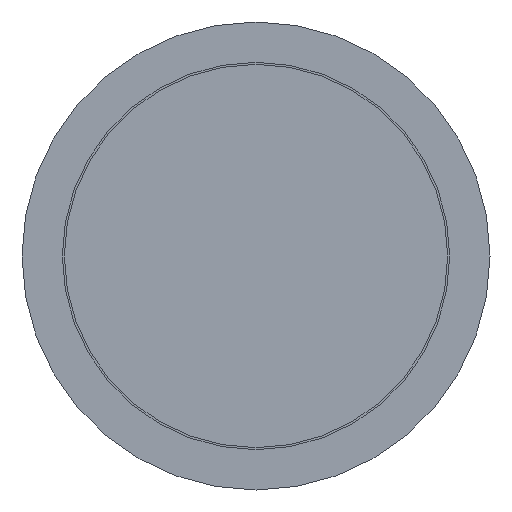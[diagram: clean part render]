
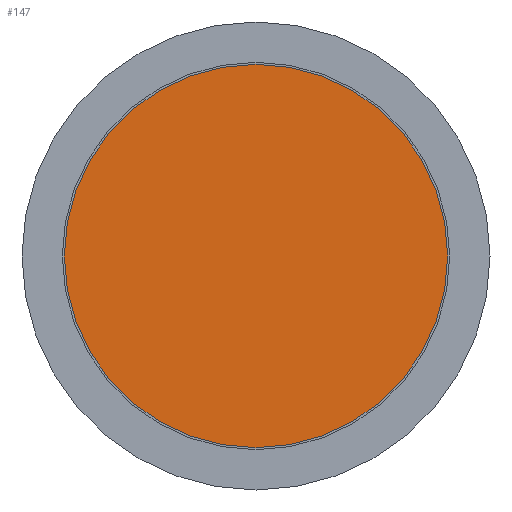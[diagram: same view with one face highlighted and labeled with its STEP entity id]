
A CAD part, front view. The second image highlights one B-rep face of the part: STEP entity #147.
In plain terms, the highlighted planar face has unit normal (0, -1, 0).
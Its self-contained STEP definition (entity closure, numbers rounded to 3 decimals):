
#70 = CARTESIAN_POINT ( 'NONE',  ( 0., 0., -23.75 ) ) ;
#99 = AXIS2_PLACEMENT_3D ( 'NONE', #335, #332, #244 ) ;
#123 = DIRECTION ( 'NONE',  ( 0., 0., 1. ) ) ;
#139 = AXIS2_PLACEMENT_3D ( 'NONE', #166, #337, #123 ) ;
#147 = ADVANCED_FACE ( 'NONE', ( #452 ), #552, .F. ) ;
#154 = EDGE_CURVE ( 'NONE', #534, #534, #505, .T. ) ;
#166 = CARTESIAN_POINT ( 'NONE',  ( -23.75, 0., 0. ) ) ;
#205 = ORIENTED_EDGE ( 'NONE', *, *, #154, .T. ) ;
#244 = DIRECTION ( 'NONE',  ( 0., 0., -1. ) ) ;
#332 = DIRECTION ( 'NONE',  ( 0., -1., 0. ) ) ;
#335 = CARTESIAN_POINT ( 'NONE',  ( 0., 0., 0. ) ) ;
#337 = DIRECTION ( 'NONE',  ( 0., 1., 0. ) ) ;
#343 = EDGE_LOOP ( 'NONE', ( #205 ) ) ;
#452 = FACE_OUTER_BOUND ( 'NONE', #343, .T. ) ;
#505 = CIRCLE ( 'NONE', #99, 23.75 ) ;
#534 = VERTEX_POINT ( 'NONE', #70 ) ;
#552 = PLANE ( 'NONE',  #139 ) ;
